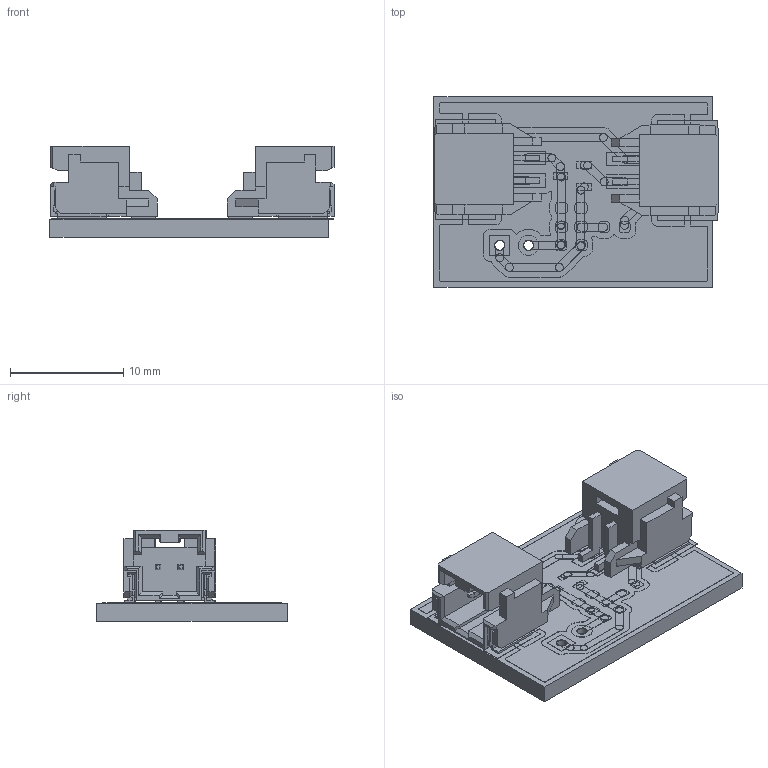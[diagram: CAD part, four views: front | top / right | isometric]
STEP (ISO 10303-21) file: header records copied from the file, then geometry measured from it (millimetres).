
FILE_DESCRIPTION(('KiCad electronic assembly'),'2;1');
FILE_NAME('Inrush_current_limiter.step','2024-07-17T19:55:32',('Pcbnew') ,('Kicad'),'Open CASCADE STEP processor 7.8','KiCad to STEP converter' ,'Unknown');
FILE_SCHEMA(('AUTOMOTIVE_DESIGN { 1 0 10303 214 1 1 1 1 }'));
Length unit declared in the file: millimetre
Products named in the file (61): Inrush_current_limiter 1; 502352-0200; 5023520200; _autosave-Inrush_current_limiter_track_1; _autosave-Inrush_current_limiter_track_2; _autosave-Inrush_current_limiter_track_3; _autosave-Inrush_current_limiter_track_4; _autosave-Inrush_current_limiter_track_5; _autosave-Inrush_current_limiter_track_6; _autosave-Inrush_current_limiter_track_7; _autosave-Inrush_current_limiter_track_8; _autosave-Inrush_current_limiter_track_9; _autosave-Inrush_current_limiter_track_10; _autosave-Inrush_current_limiter_track_11; _autosave-Inrush_current_limiter_track_12; _autosave-Inrush_current_limiter_track_13; _autosave-Inrush_current_limiter_track_14; _autosave-Inrush_current_limiter_track_15; _autosave-Inrush_current_limiter_track_16; _autosave-Inrush_current_limiter_track_17; _autosave-Inrush_current_limiter_track_18; _autosave-Inrush_current_limiter_track_19; _autosave-Inrush_current_limiter_track_20; _autosave-Inrush_current_limiter_track_21; _autosave-Inrush_current_limiter_track_22; _autosave-Inrush_current_limiter_track_23; _autosave-Inrush_current_limiter_track_24; _autosave-Inrush_current_limiter_track_25; _autosave-Inrush_current_limiter_track_26; _autosave-Inrush_current_limiter_track_27; _autosave-Inrush_current_limiter_track_28; _autosave-Inrush_current_limiter_track_29; _autosave-Inrush_current_limiter_track_30; _autosave-Inrush_current_limiter_track_31; _autosave-Inrush_current_limiter_zone; _autosave-Inrush_current_limiter_pad_1; _autosave-Inrush_current_limiter_pad_2; _autosave-Inrush_current_limiter_pad_3; _autosave-Inrush_current_limiter_pad_4; _autosave-Inrush_current_limiter_pad_5 ...
Assembly tree (61 placements, depth 3):
  Inrush_current_limiter 1
    502352-0200  x2
      5023520200
    _autosave-Inrush_current_limiter_track_1
    _autosave-Inrush_current_limiter_track_2
    _autosave-Inrush_current_limiter_track_3
    _autosave-Inrush_current_limiter_track_4
    _autosave-Inrush_current_limiter_track_5
    _autosave-Inrush_current_limiter_track_6
    _autosave-Inrush_current_limiter_track_7
    _autosave-Inrush_current_limiter_track_8
    _autosave-Inrush_current_limiter_track_9
    _autosave-Inrush_current_limiter_track_10
    _autosave-Inrush_current_limiter_track_11
    _autosave-Inrush_current_limiter_track_12
    _autosave-Inrush_current_limiter_track_13
    _autosave-Inrush_current_limiter_track_14
    _autosave-Inrush_current_limiter_track_15
    _autosave-Inrush_current_limiter_track_16
    _autosave-Inrush_current_limiter_track_17
    _autosave-Inrush_current_limiter_track_18
    _autosave-Inrush_current_limiter_track_19
    _autosave-Inrush_current_limiter_track_20
    _autosave-Inrush_current_limiter_track_21
    _autosave-Inrush_current_limiter_track_22
    _autosave-Inrush_current_limiter_track_23
    _autosave-Inrush_current_limiter_track_24
    _autosave-Inrush_current_limiter_track_25
    _autosave-Inrush_current_limiter_track_26
    _autosave-Inrush_current_limiter_track_27
    _autosave-Inrush_current_limiter_track_28
    _autosave-Inrush_current_limiter_track_29
    _autosave-Inrush_current_limiter_track_30
    _autosave-Inrush_current_limiter_track_31
    _autosave-Inrush_current_limiter_zone
    _autosave-Inrush_current_limiter_pad_1
    _autosave-Inrush_current_limiter_pad_2
    _autosave-Inrush_current_limiter_pad_3
    _autosave-Inrush_current_limiter_pad_4
    _autosave-Inrush_current_limiter_pad_5
    _autosave-Inrush_current_limiter_pad_6
    _autosave-Inrush_current_limiter_pad_7
    _autosave-Inrush_current_limiter_pad_8
    _autosave-Inrush_current_limiter_pad_9
    _autosave-Inrush_current_limiter_pad_10
    _autosave-Inrush_current_limiter_pad_11
    _autosave-Inrush_current_limiter_pad_12
    _autosave-Inrush_current_limiter_pad_13
    _autosave-Inrush_current_limiter_pad_14
    _autosave-Inrush_current_limiter_pad_15
    _autosave-Inrush_current_limiter_pad_16
    _autosave-Inrush_current_limiter_pad_17
    _autosave-Inrush_current_limiter_pad_18
    _autosave-Inrush_current_limiter_pad_19
    _autosave-Inrush_current_limiter_pad_20
    _autosave-Inrush_current_limiter_pad_21
    _autosave-Inrush_current_limiter_pad_22
    _autosave-Inrush_current_limiter_pad_23
    _autosave-Inrush_current_limiter_pad_24
    _autosave-Inrush_current_limiter_pad_25
Bounding box: 25.05 x 16.8 x 8.09 mm (x, y, z)
Volume: 1052.9 mm3; surface area: 2653.3 mm2
Topology: 60 solids, 60 shells, 1372 faces, 3712 edges, 2494 vertices
Faces by surface type: plane 1299, cylinder 73
Full cylindrical faces by diameter (mm): 0.85 x6, 0.9 x4
Entity records: 37831 total; most frequent: CARTESIAN_POINT 6555, ORIENTED_EDGE 6326, DIRECTION 5819, EDGE_CURVE 3163, LINE 3033, VECTOR 3033, VERTEX_POINT 2097, AXIS2_PLACEMENT_3D 1393
